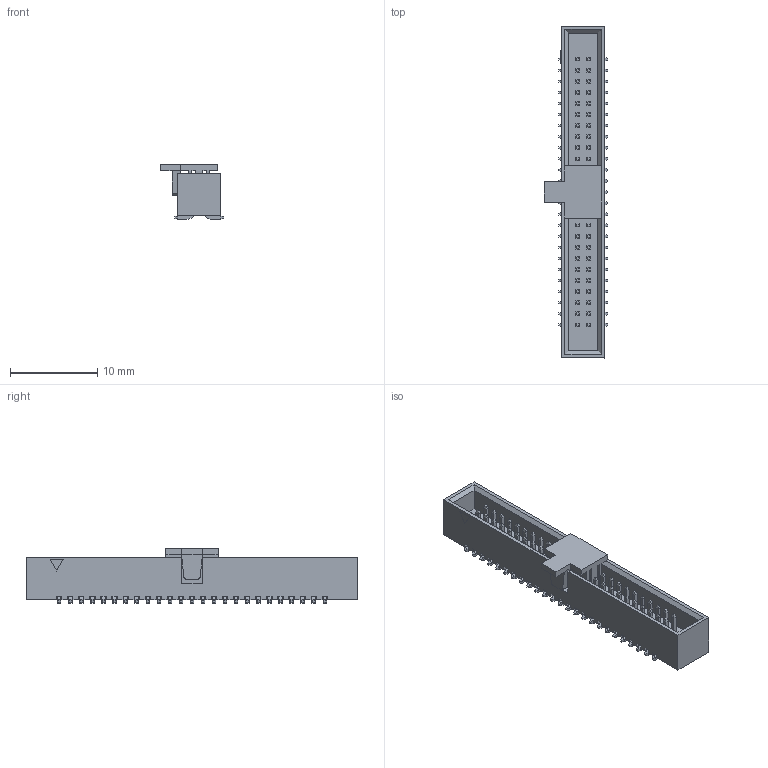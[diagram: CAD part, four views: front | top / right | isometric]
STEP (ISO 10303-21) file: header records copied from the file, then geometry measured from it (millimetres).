
FILE_DESCRIPTION(/* description */ ('Unknown'),/* implementation_level */ '2;1');
FILE_NAME(/* name */ 'J_Wurth_WR-BHD_62735020621',/* time_stamp */ '2025-05-20T16:01:36+08:00',/* author */ ('Unknown'),/* organization */ ('Unknown'),/* preprocessor_version */ 'ST-DEVELOPER v19.4',/* originating_system */ 'Solid Edge',/* authorisation */ 'Unknown');
FILE_SCHEMA (('AUTOMOTIVE_DESIGN {1 0 10303 214 3 1 1}'));
Length unit declared in the file: millimetre
Products named in the file (2): J_Wurth_WR-BHD_62735020621
Assembly tree (1 placements, depth 2):
  J_Wurth_WR-BHD_62735020621
    J_Wurth_WR-BHD_62735020621
Bounding box: 7.25 x 38.1 x 6.26 mm (x, y, z)
Volume: 619.2 mm3; surface area: 1668.4 mm2
Topology: 1 solids, 1 shells, 1438 faces, 3584 edges, 2186 vertices
Faces by surface type: plane 1336, cylinder 102
Entity records: 51424 total; most frequent: CARTESIAN_POINT 7210, ORIENTED_EDGE 7168, DIRECTION 6668, EDGE_CURVE 3584, LINE 3380, VECTOR 3380, VERTEX_POINT 2186, AXIS2_PLACEMENT_3D 1644
